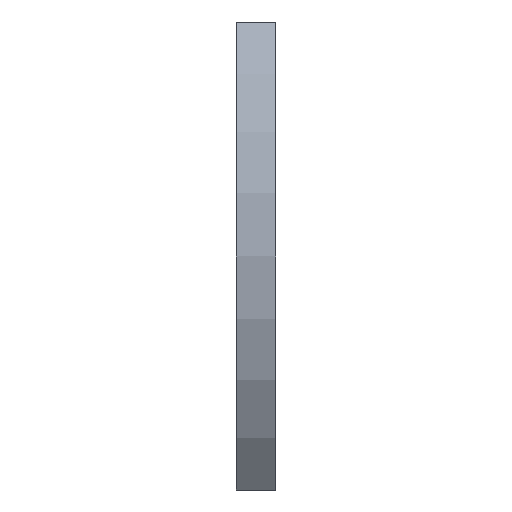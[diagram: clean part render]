
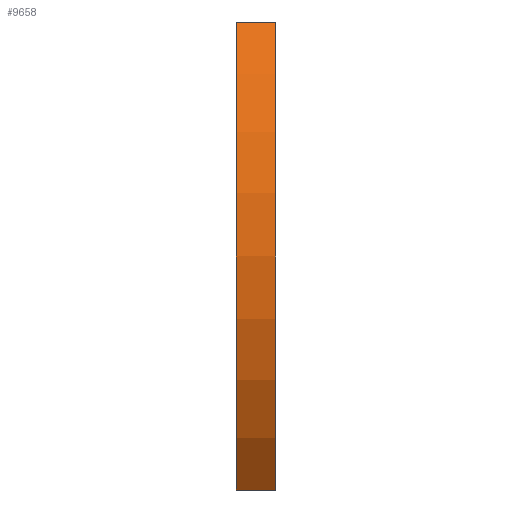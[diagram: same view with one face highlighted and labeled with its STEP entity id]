
A CAD part, left-side view. The second image highlights one B-rep face of the part: STEP entity #9658.
In plain terms, the highlighted cylindrical face has radius 94.471 mm (diameter 188.942 mm), a partial arc.
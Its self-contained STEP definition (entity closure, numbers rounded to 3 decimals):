
#187 = EDGE_CURVE ( 'NONE', #9590, #3987, #5770, .T. ) ;
#730 = DIRECTION ( 'NONE',  ( 0., -1., 0. ) ) ;
#1230 = CARTESIAN_POINT ( 'NONE',  ( -53.5, 10., -60. ) ) ;
#1328 = CARTESIAN_POINT ( 'NONE',  ( 19.471, 10., 0. ) ) ;
#1975 = VECTOR ( 'NONE', #3223, 1000. ) ;
#2405 = FACE_OUTER_BOUND ( 'NONE', #4205, .T. ) ;
#2938 = CIRCLE ( 'NONE', #6375, 94.471 ) ;
#3223 = DIRECTION ( 'NONE',  ( 0., -1., 0. ) ) ;
#3252 = AXIS2_PLACEMENT_3D ( 'NONE', #8416, #3744, #6002 ) ;
#3266 = CYLINDRICAL_SURFACE ( 'NONE', #6968, 94.471 ) ;
#3298 = CIRCLE ( 'NONE', #3252, 94.471 ) ;
#3441 = VERTEX_POINT ( 'NONE', #6139 ) ;
#3744 = DIRECTION ( 'NONE',  ( 0., 1., 0. ) ) ;
#3809 = CARTESIAN_POINT ( 'NONE',  ( 19.471, 10., 0. ) ) ;
#3932 = ORIENTED_EDGE ( 'NONE', *, *, #5290, .F. ) ;
#3987 = VERTEX_POINT ( 'NONE', #8680 ) ;
#4151 = CARTESIAN_POINT ( 'NONE',  ( -53.5, 10., 60. ) ) ;
#4205 = EDGE_LOOP ( 'NONE', ( #5830, #3932, #8742, #5228 ) ) ;
#5228 = ORIENTED_EDGE ( 'NONE', *, *, #187, .T. ) ;
#5290 = EDGE_CURVE ( 'NONE', #3441, #8128, #8918, .T. ) ;
#5770 = LINE ( 'NONE', #10060, #6501 ) ;
#5830 = ORIENTED_EDGE ( 'NONE', *, *, #7859, .T. ) ;
#6002 = DIRECTION ( 'NONE',  ( 0., 0., 1. ) ) ;
#6127 = DIRECTION ( 'NONE',  ( 0., 0., 1. ) ) ;
#6139 = CARTESIAN_POINT ( 'NONE',  ( -53.5, 10., 60. ) ) ;
#6375 = AXIS2_PLACEMENT_3D ( 'NONE', #3809, #8450, #6127 ) ;
#6428 = CARTESIAN_POINT ( 'NONE',  ( -53.5, 0., 60. ) ) ;
#6501 = VECTOR ( 'NONE', #730, 1000. ) ;
#6819 = DIRECTION ( 'NONE',  ( 0., -1., 0. ) ) ;
#6968 = AXIS2_PLACEMENT_3D ( 'NONE', #1328, #6819, #9899 ) ;
#7859 = EDGE_CURVE ( 'NONE', #3987, #8128, #3298, .T. ) ;
#7989 = EDGE_CURVE ( 'NONE', #9590, #3441, #2938, .T. ) ;
#8128 = VERTEX_POINT ( 'NONE', #6428 ) ;
#8416 = CARTESIAN_POINT ( 'NONE',  ( 19.471, 0., 0. ) ) ;
#8450 = DIRECTION ( 'NONE',  ( 0., 1., 0. ) ) ;
#8680 = CARTESIAN_POINT ( 'NONE',  ( -53.5, 0., -60. ) ) ;
#8742 = ORIENTED_EDGE ( 'NONE', *, *, #7989, .F. ) ;
#8918 = LINE ( 'NONE', #4151, #1975 ) ;
#9590 = VERTEX_POINT ( 'NONE', #1230 ) ;
#9658 = ADVANCED_FACE ( 'NONE', ( #2405 ), #3266, .T. ) ;
#9899 = DIRECTION ( 'NONE',  ( 0., 0., -1. ) ) ;
#10060 = CARTESIAN_POINT ( 'NONE',  ( -53.5, 10., -60. ) ) ;
